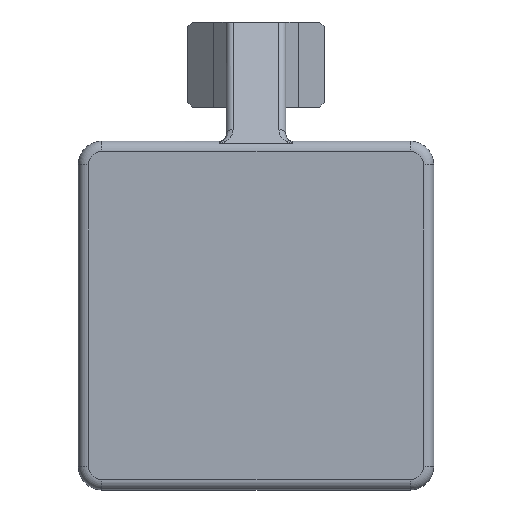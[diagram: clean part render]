
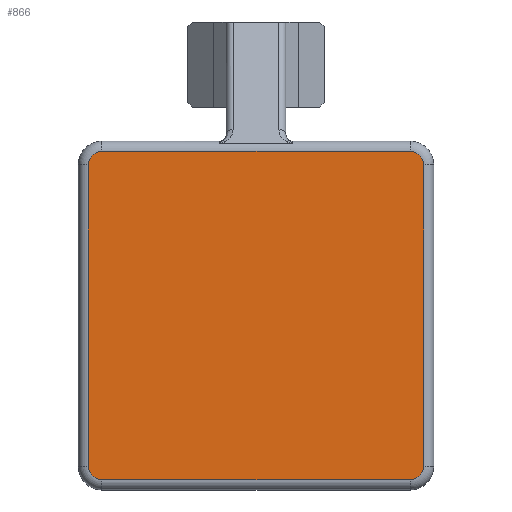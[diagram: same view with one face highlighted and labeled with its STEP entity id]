
A CAD part, front view. The second image highlights one B-rep face of the part: STEP entity #866.
In plain terms, the highlighted planar face has unit normal (0, -1, 0).
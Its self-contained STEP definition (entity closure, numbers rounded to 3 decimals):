
#44 = DIRECTION ( 'NONE',  ( 1., 0., 0. ) ) ;
#84 = ORIENTED_EDGE ( 'NONE', *, *, #2627, .T. ) ;
#112 = CARTESIAN_POINT ( 'NONE',  ( -18.1, 0., 19.3 ) ) ;
#190 = CARTESIAN_POINT ( 'NONE',  ( 0., 0., 0. ) ) ;
#202 = VECTOR ( 'NONE', #3591, 1000. ) ;
#586 = EDGE_CURVE ( 'NONE', #3225, #3703, #4529, .T. ) ;
#666 = EDGE_CURVE ( 'NONE', #2870, #1516, #3871, .T. ) ;
#742 = ORIENTED_EDGE ( 'NONE', *, *, #666, .T. ) ;
#746 = AXIS2_PLACEMENT_3D ( 'NONE', #1593, #1561, #3040 ) ;
#798 = DIRECTION ( 'NONE',  ( 0., 0., 1. ) ) ;
#818 = EDGE_CURVE ( 'NONE', #1516, #2441, #2860, .T. ) ;
#866 = ADVANCED_FACE ( 'NONE', ( #3070 ), #2984, .F. ) ;
#918 = CARTESIAN_POINT ( 'NONE',  ( 19.7, 0., 17.7 ) ) ;
#1063 = EDGE_CURVE ( 'NONE', #2663, #3685, #4135, .T. ) ;
#1096 = DIRECTION ( 'NONE',  ( 0., 0., 1. ) ) ;
#1109 = CARTESIAN_POINT ( 'NONE',  ( -18.1, 0., -19.3 ) ) ;
#1259 = CIRCLE ( 'NONE', #2267, 1.6 ) ;
#1268 = VECTOR ( 'NONE', #1857, 1000. ) ;
#1291 = DIRECTION ( 'NONE',  ( 0., -1., 0. ) ) ;
#1409 = CARTESIAN_POINT ( 'NONE',  ( -18.1, 0., 17.7 ) ) ;
#1417 = AXIS2_PLACEMENT_3D ( 'NONE', #5994, #5614, #798 ) ;
#1516 = VERTEX_POINT ( 'NONE', #5704 ) ;
#1557 = AXIS2_PLACEMENT_3D ( 'NONE', #190, #4908, #1096 ) ;
#1561 = DIRECTION ( 'NONE',  ( 0., -1., 0. ) ) ;
#1593 = CARTESIAN_POINT ( 'NONE',  ( 18.1, 0., -17.7 ) ) ;
#1664 = CARTESIAN_POINT ( 'NONE',  ( 0., 0., 19.3 ) ) ;
#1857 = DIRECTION ( 'NONE',  ( 0., 0., 1. ) ) ;
#1966 = VERTEX_POINT ( 'NONE', #5134 ) ;
#2267 = AXIS2_PLACEMENT_3D ( 'NONE', #4627, #1291, #4724 ) ;
#2294 = DIRECTION ( 'NONE',  ( 0., -1., 0. ) ) ;
#2368 = CARTESIAN_POINT ( 'NONE',  ( 19.7, 0., 0. ) ) ;
#2441 = VERTEX_POINT ( 'NONE', #4432 ) ;
#2627 = EDGE_CURVE ( 'NONE', #2441, #2663, #4761, .T. ) ;
#2663 = VERTEX_POINT ( 'NONE', #918 ) ;
#2860 = CIRCLE ( 'NONE', #746, 1.6 ) ;
#2870 = VERTEX_POINT ( 'NONE', #1109 ) ;
#2903 = ORIENTED_EDGE ( 'NONE', *, *, #1063, .T. ) ;
#2929 = AXIS2_PLACEMENT_3D ( 'NONE', #1409, #2294, #5658 ) ;
#2968 = EDGE_CURVE ( 'NONE', #3685, #3225, #6074, .T. ) ;
#2984 = PLANE ( 'NONE',  #1557 ) ;
#3040 = DIRECTION ( 'NONE',  ( 0., 0., 1. ) ) ;
#3070 = FACE_OUTER_BOUND ( 'NONE', #4763, .T. ) ;
#3225 = VERTEX_POINT ( 'NONE', #112 ) ;
#3591 = DIRECTION ( 'NONE',  ( -1., 0., 0. ) ) ;
#3603 = DIRECTION ( 'NONE',  ( 0., 0., -1. ) ) ;
#3685 = VERTEX_POINT ( 'NONE', #4577 ) ;
#3703 = VERTEX_POINT ( 'NONE', #6028 ) ;
#3859 = ORIENTED_EDGE ( 'NONE', *, *, #818, .T. ) ;
#3871 = LINE ( 'NONE', #4809, #5363 ) ;
#4135 = CIRCLE ( 'NONE', #1417, 1.6 ) ;
#4432 = CARTESIAN_POINT ( 'NONE',  ( 19.7, 0., -17.7 ) ) ;
#4529 = CIRCLE ( 'NONE', #2929, 1.6 ) ;
#4538 = CARTESIAN_POINT ( 'NONE',  ( -19.7, 0., 0. ) ) ;
#4577 = CARTESIAN_POINT ( 'NONE',  ( 18.1, 0., 19.3 ) ) ;
#4627 = CARTESIAN_POINT ( 'NONE',  ( -18.1, 0., -17.7 ) ) ;
#4724 = DIRECTION ( 'NONE',  ( 0., 0., 1. ) ) ;
#4761 = LINE ( 'NONE', #2368, #1268 ) ;
#4763 = EDGE_LOOP ( 'NONE', ( #5843, #5605, #742, #3859, #84, #2903, #5231, #5191 ) ) ;
#4809 = CARTESIAN_POINT ( 'NONE',  ( 0., 0., -19.3 ) ) ;
#4908 = DIRECTION ( 'NONE',  ( 0., 1., 0. ) ) ;
#4962 = LINE ( 'NONE', #4538, #4993 ) ;
#4993 = VECTOR ( 'NONE', #3603, 1000. ) ;
#5079 = EDGE_CURVE ( 'NONE', #3703, #1966, #4962, .T. ) ;
#5134 = CARTESIAN_POINT ( 'NONE',  ( -19.7, 0., -17.7 ) ) ;
#5191 = ORIENTED_EDGE ( 'NONE', *, *, #586, .T. ) ;
#5231 = ORIENTED_EDGE ( 'NONE', *, *, #2968, .T. ) ;
#5363 = VECTOR ( 'NONE', #44, 1000. ) ;
#5605 = ORIENTED_EDGE ( 'NONE', *, *, #5674, .T. ) ;
#5614 = DIRECTION ( 'NONE',  ( 0., -1., 0. ) ) ;
#5658 = DIRECTION ( 'NONE',  ( 0., 0., 1. ) ) ;
#5674 = EDGE_CURVE ( 'NONE', #1966, #2870, #1259, .T. ) ;
#5704 = CARTESIAN_POINT ( 'NONE',  ( 18.1, 0., -19.3 ) ) ;
#5843 = ORIENTED_EDGE ( 'NONE', *, *, #5079, .T. ) ;
#5994 = CARTESIAN_POINT ( 'NONE',  ( 18.1, 0., 17.7 ) ) ;
#6028 = CARTESIAN_POINT ( 'NONE',  ( -19.7, 0., 17.7 ) ) ;
#6074 = LINE ( 'NONE', #1664, #202 ) ;
